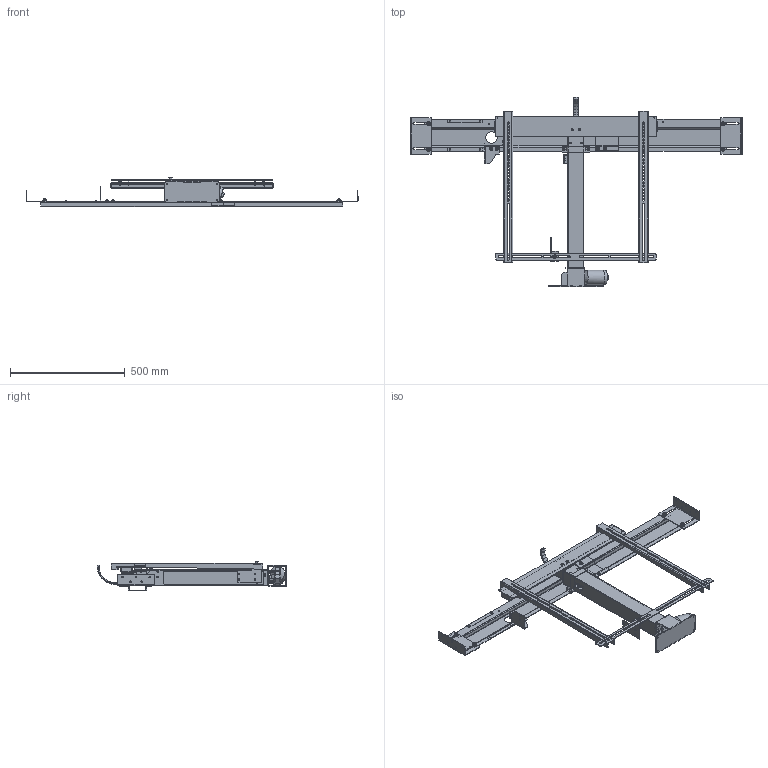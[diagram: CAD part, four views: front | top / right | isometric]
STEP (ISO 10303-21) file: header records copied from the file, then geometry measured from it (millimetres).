
FILE_DESCRIPTION((''),'2;1');
FILE_NAME('P2.00.00 PODNOŚNIK K2 PREMIUM_uproszczony.stp','2018-10-31T12:21:21',('m.krzysiek'),(''),'Autodesk Inventor 2011','Autodesk Inventor 2011','');
FILE_SCHEMA(('AUTOMOTIVE_DESIGN { 1 0 10303 214 1 1 1 1 }'));
Length unit declared in the file: millimetre
Products named in the file (46): P2.00.00; E2.01.00 Moduł napędu_Model Uproszczony; E2.01.01 Zespół napędowy K2_Model Uproszczony; KE.09.00 Zespł podstawy K_Model uproszczony; KE.09.01 Moduł podstawy; KE.09.01.01 Płytka silnika; PK.09.01.02 Podstawa; KE.09.01.03 Uchwyt sztycy pionowej; SILNIK 107.692_FCEE; PK.03.00 Oslona krancowki; K2.01.02 Zespół teleskopu K2_uproszczony; K2.01.02.01 Profil zewnętrzny; K2.01.02.02 Profil pośredni; K2.01.02.03 Profil wewnętrzny; PK.01.02 Zabierak wieka; PK.02.00 Uchwyt teleskopu; PK.02.01 Uchwyt teleskopu_blacha; PK.02.02 Nakładka filcowa; Filc_CZ-3x20x690_K2; P2.03.00Zespł mocowaniaK2; KP.14.00 Bleka mocowania podnośnika długa (795mm); KP.14.01 Bleka mocowania podnośnika Długa(795mm); FH-MX-XX-ST M8x1.25-18; FH-MX-XX-ST M6x1-12; KP.17.00 Zawiesie sterownika; ISO 4161 M6; KP.10.00 Kątownik belki; KP.22.00 Wspornik łańcucha; KP.15.00 Bleka mocowania podnośnika krótka (573mm); KP.16.00 Wspornik belki; KP.15.01 Bleka mocowania podnośnika krótka(522mm); ISO 4161 M8; P2.02.00 Uchwyt telewizora_PREM; E2.02.00 Uchwyt telewizora _Standard; PK.10.00 Moduł belki nośnej; PK.10.01 Belka pozioma_B3M; PK.10.02 Nakładka belki; PK.01.01 Tulejka belki; K2.02.02 Belka pionowa; PK.01.03 Blokada zawiesia ...
Assembly tree (71 placements, depth 6):
  P2.00.00
    E2.01.00 Moduł napędu_Model Uproszczony
      E2.01.01 Zespół napędowy K2_Model Uproszczony
        KE.09.00 Zespł podstawy K_Model uproszczony
          KE.09.01 Moduł podstawy
            KE.09.01.01 Płytka silnika
            PK.09.01.02 Podstawa
            KE.09.01.03 Uchwyt sztycy pionowej
          SILNIK 107.692_FCEE
      PK.03.00 Oslona krancowki
      K2.01.02 Zespół teleskopu K2_uproszczony
        K2.01.02.01 Profil zewnętrzny
        K2.01.02.02 Profil pośredni
        K2.01.02.03 Profil wewnętrzny
      PK.01.02 Zabierak wieka
    PK.02.00 Uchwyt teleskopu
      PK.02.01 Uchwyt teleskopu_blacha
      PK.02.02 Nakładka filcowa
    Filc_CZ-3x20x690_K2
    P2.03.00Zespł mocowaniaK2
      KP.14.00 Bleka mocowania podnośnika długa (795mm)
        KP.14.01 Bleka mocowania podnośnika Długa(795mm)
        FH-MX-XX-ST M8x1.25-18  x2
        FH-MX-XX-ST M6x1-12  x8
        KP.17.00 Zawiesie sterownika  x2
      ISO 4161 M6  x6
      KP.10.00 Kątownik belki  x2
      KP.22.00 Wspornik łańcucha
      KP.15.00 Bleka mocowania podnośnika krótka (573mm)
        KP.16.00 Wspornik belki
        KP.15.01 Bleka mocowania podnośnika krótka(522mm)
        FH-MX-XX-ST M8x1.25-18  x2
      ISO 4161 M8  x4
    P2.02.00 Uchwyt telewizora_PREM
      E2.02.00 Uchwyt telewizora _Standard
        PK.10.00 Moduł belki nośnej
          PK.10.01 Belka pozioma_B3M
          PK.10.02 Nakładka belki
          PK.01.01 Tulejka belki  x2
        K2.02.02 Belka pionowa  x2
        PK.01.03 Blokada zawiesia  x2
        ISO 7380 M4 x 8  x4
      KP.21.00_Uchwyt łańcucha
      KP.24.00_łącznik zawiesia
      ISO 8678 M8 x 16
      ISO 7089 8 - 140 HV
      ISO 4032 M8
Bounding box: 1448 x 825.03 x 130.2 mm (x, y, z)
Volume: 2686660.9 mm3; surface area: 2207730.9 mm2
Topology: 59 solids, 59 shells, 2592 faces, 6606 edges, 4123 vertices
Faces by surface type: plane 1623, cylinder 770, cone 175, torus 21, bspline 2, sphere 1
Full cylindrical faces by diameter (mm): 1.567 x2, 2.5 x3, 3 x1, 3.2 x2, 3.242 x8, 3.8 x1, 4 x8, 4.1 x8, 4.2 x2, 4.5 x6, 4.917 x6, 5 x5, 5.2 x2, 5.5 x4, 5.6 x8, 6 x11, 6.1 x8, 6.6 x2, 6.647 x5, 7 x18, 7.5 x6, 7.6 x8, 8 x15, 8.1 x2, 8.2 x2, 8.4 x1, 8.5 x56, 10 x9, 11 x3, 12 x3
Entity records: 45886 total; most frequent: DIRECTION 7897, CARTESIAN_POINT 7861, ORIENTED_EDGE 7254, EDGE_CURVE 3627, AXIS2_PLACEMENT_3D 2750, VECTOR 2397, LINE 2397, VERTEX_POINT 2375
